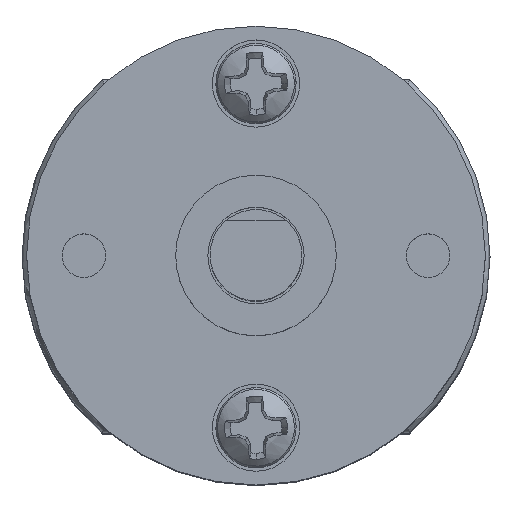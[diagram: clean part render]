
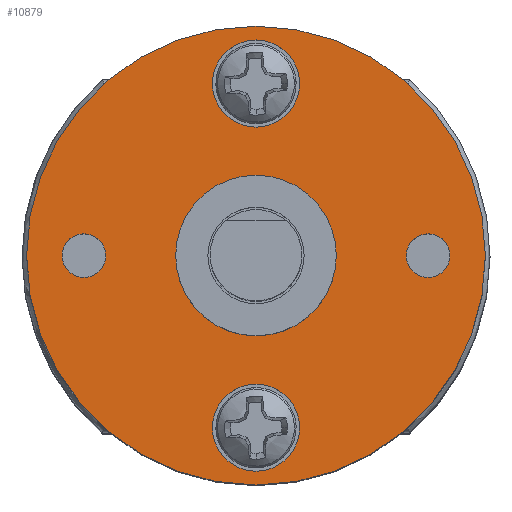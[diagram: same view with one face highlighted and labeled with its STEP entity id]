
A CAD part, top view. The second image highlights one B-rep face of the part: STEP entity #10879.
In plain terms, the highlighted planar face has unit normal (0, 0, 1).
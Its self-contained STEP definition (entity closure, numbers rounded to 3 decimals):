
#336 = CARTESIAN_POINT ( 'NONE',  ( 23.894, 30.403, 45.507 ) ) ;
#523 = CIRCLE ( 'NONE', #8654, 1.9 ) ;
#848 = FACE_OUTER_BOUND ( 'NONE', #11052, .T. ) ;
#976 = CARTESIAN_POINT ( 'NONE',  ( 23.894, 21.003, 45.507 ) ) ;
#990 = CIRCLE ( 'NONE', #11831, 10. ) ;
#1321 = VERTEX_POINT ( 'NONE', #4349 ) ;
#1393 = EDGE_LOOP ( 'NONE', ( #21319, #11025 ) ) ;
#1598 = CIRCLE ( 'NONE', #14413, 3.5 ) ;
#1903 = EDGE_CURVE ( 'NONE', #13789, #20271, #18881, .T. ) ;
#1920 = EDGE_LOOP ( 'NONE', ( #12330, #5373 ) ) ;
#2057 = AXIS2_PLACEMENT_3D ( 'NONE', #8290, #18251, #6543 ) ;
#2096 = DIRECTION ( 'NONE',  ( 0., 0., 1. ) ) ;
#2471 = AXIS2_PLACEMENT_3D ( 'NONE', #14239, #2096, #4145 ) ;
#2754 = CARTESIAN_POINT ( 'NONE',  ( 16.394, 21.003, 45.507 ) ) ;
#2834 = EDGE_LOOP ( 'NONE', ( #3600, #17822 ) ) ;
#3031 = CARTESIAN_POINT ( 'NONE',  ( 31.394, 20.053, 45.507 ) ) ;
#3600 = ORIENTED_EDGE ( 'NONE', *, *, #19618, .F. ) ;
#4105 = AXIS2_PLACEMENT_3D ( 'NONE', #12702, #9564, #19252 ) ;
#4145 = DIRECTION ( 'NONE',  ( 0., -1., 0. ) ) ;
#4349 = CARTESIAN_POINT ( 'NONE',  ( 16.394, 21.953, 45.507 ) ) ;
#4662 = CIRCLE ( 'NONE', #10454, 1.9 ) ;
#5008 = VERTEX_POINT ( 'NONE', #10138 ) ;
#5098 = DIRECTION ( 'NONE',  ( 0., -1., 0. ) ) ;
#5330 = CARTESIAN_POINT ( 'NONE',  ( 23.894, 24.503, 45.507 ) ) ;
#5373 = ORIENTED_EDGE ( 'NONE', *, *, #11112, .F. ) ;
#5442 = CIRCLE ( 'NONE', #9942, 0.95 ) ;
#5518 = DIRECTION ( 'NONE',  ( 0., 0., 1. ) ) ;
#5802 = DIRECTION ( 'NONE',  ( 0., 1., 0. ) ) ;
#5986 = DIRECTION ( 'NONE',  ( 0., -1., 0. ) ) ;
#6065 = AXIS2_PLACEMENT_3D ( 'NONE', #14176, #17393, #5986 ) ;
#6155 = CIRCLE ( 'NONE', #8153, 1.9 ) ;
#6536 = CARTESIAN_POINT ( 'NONE',  ( 23.894, 15.403, 45.507 ) ) ;
#6543 = DIRECTION ( 'NONE',  ( 0., 1., 0. ) ) ;
#6552 = ORIENTED_EDGE ( 'NONE', *, *, #18073, .F. ) ;
#6932 = CARTESIAN_POINT ( 'NONE',  ( 16.394, 20.053, 45.507 ) ) ;
#7028 = DIRECTION ( 'NONE',  ( 0., 0., -1. ) ) ;
#7479 = CARTESIAN_POINT ( 'NONE',  ( 23.894, 21.003, 45.507 ) ) ;
#7551 = DIRECTION ( 'NONE',  ( 0., 0., 1. ) ) ;
#7598 = FACE_BOUND ( 'NONE', #18786, .T. ) ;
#7619 = CARTESIAN_POINT ( 'NONE',  ( 23.894, 13.503, 45.507 ) ) ;
#8136 = FACE_BOUND ( 'NONE', #1393, .T. ) ;
#8153 = AXIS2_PLACEMENT_3D ( 'NONE', #15220, #5518, #12133 ) ;
#8290 = CARTESIAN_POINT ( 'NONE',  ( 23.894, 21.003, 45.507 ) ) ;
#8383 = FACE_BOUND ( 'NONE', #2834, .T. ) ;
#8601 = CIRCLE ( 'NONE', #18156, 0.95 ) ;
#8654 = AXIS2_PLACEMENT_3D ( 'NONE', #13686, #18692, #15172 ) ;
#8738 = DIRECTION ( 'NONE',  ( 0., -1., 0. ) ) ;
#8898 = FACE_BOUND ( 'NONE', #17857, .T. ) ;
#8920 = ORIENTED_EDGE ( 'NONE', *, *, #12146, .F. ) ;
#9008 = EDGE_CURVE ( 'NONE', #16821, #13273, #523, .T. ) ;
#9046 = VERTEX_POINT ( 'NONE', #336 ) ;
#9068 = VERTEX_POINT ( 'NONE', #5330 ) ;
#9099 = CARTESIAN_POINT ( 'NONE',  ( 23.894, 11.003, 45.507 ) ) ;
#9189 = ORIENTED_EDGE ( 'NONE', *, *, #16555, .F. ) ;
#9196 = EDGE_CURVE ( 'NONE', #13273, #16821, #4662, .T. ) ;
#9198 = DIRECTION ( 'NONE',  ( 0., 0., 1. ) ) ;
#9505 = DIRECTION ( 'NONE',  ( 0., 0., 1. ) ) ;
#9512 = DIRECTION ( 'NONE',  ( 0., -1., 0. ) ) ;
#9564 = DIRECTION ( 'NONE',  ( 0., 0., 1. ) ) ;
#9738 = ORIENTED_EDGE ( 'NONE', *, *, #18585, .F. ) ;
#9942 = AXIS2_PLACEMENT_3D ( 'NONE', #2754, #9505, #12716 ) ;
#10138 = CARTESIAN_POINT ( 'NONE',  ( 23.894, 31.003, 45.507 ) ) ;
#10314 = CARTESIAN_POINT ( 'NONE',  ( 23.894, 17.503, 45.507 ) ) ;
#10448 = CARTESIAN_POINT ( 'NONE',  ( 23.894, 11.603, 45.507 ) ) ;
#10454 = AXIS2_PLACEMENT_3D ( 'NONE', #7619, #7551, #9512 ) ;
#10879 = ADVANCED_FACE ( 'NONE', ( #16659, #8898, #848, #7598, #8383, #8136 ), #16808, .F. ) ;
#10972 = EDGE_CURVE ( 'NONE', #19941, #9068, #1598, .T. ) ;
#11025 = ORIENTED_EDGE ( 'NONE', *, *, #9008, .F. ) ;
#11052 = EDGE_LOOP ( 'NONE', ( #8920, #6552 ) ) ;
#11112 = EDGE_CURVE ( 'NONE', #9046, #12257, #19237, .T. ) ;
#11382 = VERTEX_POINT ( 'NONE', #6932 ) ;
#11831 = AXIS2_PLACEMENT_3D ( 'NONE', #13261, #14886, #5098 ) ;
#12133 = DIRECTION ( 'NONE',  ( 0., -1., 0. ) ) ;
#12146 = EDGE_CURVE ( 'NONE', #21041, #5008, #990, .T. ) ;
#12257 = VERTEX_POINT ( 'NONE', #18174 ) ;
#12330 = ORIENTED_EDGE ( 'NONE', *, *, #16844, .F. ) ;
#12702 = CARTESIAN_POINT ( 'NONE',  ( 23.894, 28.503, 45.507 ) ) ;
#12716 = DIRECTION ( 'NONE',  ( 0., -1., 0. ) ) ;
#13261 = CARTESIAN_POINT ( 'NONE',  ( 23.894, 21.003, 45.507 ) ) ;
#13273 = VERTEX_POINT ( 'NONE', #10448 ) ;
#13344 = CARTESIAN_POINT ( 'NONE',  ( 31.394, 21.953, 45.507 ) ) ;
#13587 = ORIENTED_EDGE ( 'NONE', *, *, #1903, .F. ) ;
#13686 = CARTESIAN_POINT ( 'NONE',  ( 23.894, 13.503, 45.507 ) ) ;
#13723 = AXIS2_PLACEMENT_3D ( 'NONE', #16952, #7028, #20175 ) ;
#13789 = VERTEX_POINT ( 'NONE', #3031 ) ;
#14176 = CARTESIAN_POINT ( 'NONE',  ( 31.394, 21.003, 45.507 ) ) ;
#14239 = CARTESIAN_POINT ( 'NONE',  ( 31.394, 21.003, 45.507 ) ) ;
#14300 = DIRECTION ( 'NONE',  ( 0., 0., -1. ) ) ;
#14413 = AXIS2_PLACEMENT_3D ( 'NONE', #976, #9198, #5802 ) ;
#14886 = DIRECTION ( 'NONE',  ( 0., 0., -1. ) ) ;
#15172 = DIRECTION ( 'NONE',  ( 0., -1., 0. ) ) ;
#15220 = CARTESIAN_POINT ( 'NONE',  ( 23.894, 28.503, 45.507 ) ) ;
#15402 = CARTESIAN_POINT ( 'NONE',  ( 16.394, 21.003, 45.507 ) ) ;
#15816 = EDGE_CURVE ( 'NONE', #1321, #11382, #5442, .T. ) ;
#15878 = DIRECTION ( 'NONE',  ( 0., -1., 0. ) ) ;
#16555 = EDGE_CURVE ( 'NONE', #20271, #13789, #20890, .T. ) ;
#16659 = FACE_BOUND ( 'NONE', #1920, .T. ) ;
#16808 = PLANE ( 'NONE',  #13723 ) ;
#16821 = VERTEX_POINT ( 'NONE', #6536 ) ;
#16844 = EDGE_CURVE ( 'NONE', #12257, #9046, #6155, .T. ) ;
#16952 = CARTESIAN_POINT ( 'NONE',  ( 23.894, 21.003, 45.507 ) ) ;
#17393 = DIRECTION ( 'NONE',  ( 0., 0., 1. ) ) ;
#17822 = ORIENTED_EDGE ( 'NONE', *, *, #15816, .F. ) ;
#17857 = EDGE_LOOP ( 'NONE', ( #9738, #19342 ) ) ;
#18073 = EDGE_CURVE ( 'NONE', #5008, #21041, #20838, .T. ) ;
#18156 = AXIS2_PLACEMENT_3D ( 'NONE', #15402, #18634, #8738 ) ;
#18174 = CARTESIAN_POINT ( 'NONE',  ( 23.894, 26.603, 45.507 ) ) ;
#18251 = DIRECTION ( 'NONE',  ( 0., 0., 1. ) ) ;
#18585 = EDGE_CURVE ( 'NONE', #9068, #19941, #19530, .T. ) ;
#18634 = DIRECTION ( 'NONE',  ( 0., 0., 1. ) ) ;
#18692 = DIRECTION ( 'NONE',  ( 0., 0., 1. ) ) ;
#18786 = EDGE_LOOP ( 'NONE', ( #13587, #9189 ) ) ;
#18881 = CIRCLE ( 'NONE', #2471, 0.95 ) ;
#18967 = AXIS2_PLACEMENT_3D ( 'NONE', #7479, #14300, #15878 ) ;
#19237 = CIRCLE ( 'NONE', #4105, 1.9 ) ;
#19252 = DIRECTION ( 'NONE',  ( 0., -1., 0. ) ) ;
#19342 = ORIENTED_EDGE ( 'NONE', *, *, #10972, .F. ) ;
#19530 = CIRCLE ( 'NONE', #2057, 3.5 ) ;
#19618 = EDGE_CURVE ( 'NONE', #11382, #1321, #8601, .T. ) ;
#19941 = VERTEX_POINT ( 'NONE', #10314 ) ;
#20175 = DIRECTION ( 'NONE',  ( 0., 1., 0. ) ) ;
#20271 = VERTEX_POINT ( 'NONE', #13344 ) ;
#20838 = CIRCLE ( 'NONE', #18967, 10. ) ;
#20890 = CIRCLE ( 'NONE', #6065, 0.95 ) ;
#21041 = VERTEX_POINT ( 'NONE', #9099 ) ;
#21319 = ORIENTED_EDGE ( 'NONE', *, *, #9196, .F. ) ;
